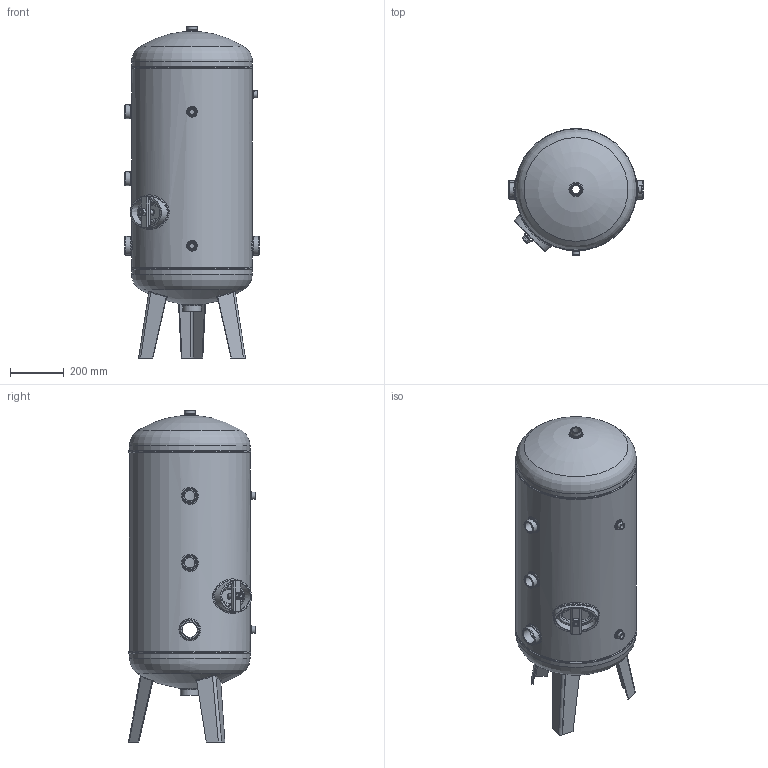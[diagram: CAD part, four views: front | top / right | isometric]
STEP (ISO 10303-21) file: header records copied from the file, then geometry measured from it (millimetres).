
FILE_DESCRIPTION(('HOOPS Exchange Step'),'2;1');
FILE_NAME('BE04_150L.stp','2025-07-14T08:55:36+02:00',('nieru'),('Unknown organisation'),'HOOPS Exchange 2024.2','HOOPS Exchange','Unknown authorisation');
FILE_SCHEMA( ('AP203_CONFIGURATION_CONTROLLED_3D_DESIGN_OF_MECHANICAL_PARTS_AND_ASSEMBLIES_MIM_LF') );
Length unit declared in the file: millimetre
Products named in the file (2): 0; root
Assembly tree (1 placements, depth 2):
  root
    0
Bounding box: 500 x 473.37 x 1238.69 mm (x, y, z)
Volume: 12786186.5 mm3; surface area: 3348154.6 mm2
Topology: 3 solids, 5 shells, 256 faces, 675 edges, 434 vertices
Faces by surface type: plane 81, bspline 75, cone 43, cylinder 37, torus 16, sphere 4
Full cylindrical faces by diameter (mm): 16 x2, 18.631 x3, 26.631 x3, 30.291 x1, 38.952 x2, 40.291 x1, 50.952 x2, 56.656 x3, 69.656 x3, 434 x1, 450 x3, 455.07 x2
Entity records: 85849 total; most frequent: CARTESIAN_POINT 79971, ORIENTED_EDGE 1352, DIRECTION 1010, EDGE_CURVE 676, VERTEX_POINT 434, AXIS2_PLACEMENT_3D 401, EDGE_LOOP 284, FACE_BOUND 284
